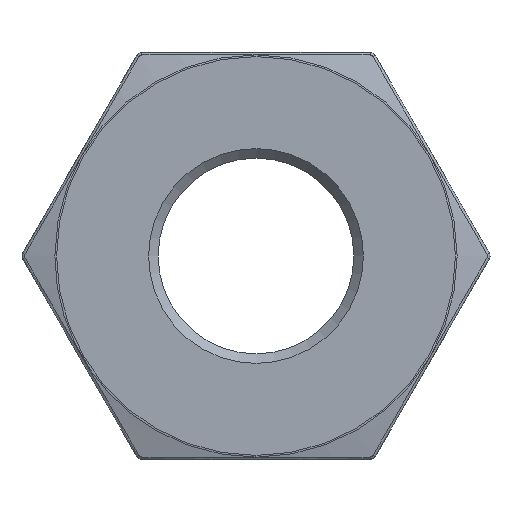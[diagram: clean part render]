
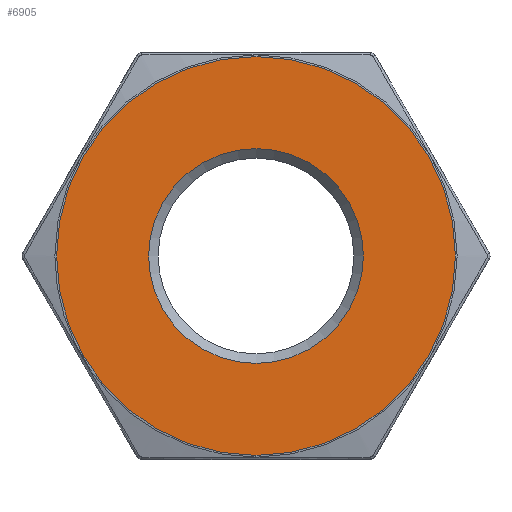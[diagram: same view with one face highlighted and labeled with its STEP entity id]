
A CAD part, left-side view. The second image highlights one B-rep face of the part: STEP entity #6905.
In plain terms, the highlighted planar face has unit normal (-1, 0, 0).
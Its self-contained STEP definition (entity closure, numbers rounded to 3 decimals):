
#828 = FACE_OUTER_BOUND ( 'NONE', #10092, .T. ) ;
#1087 = CARTESIAN_POINT ( 'NONE',  ( 0., 0., 0. ) ) ;
#2254 = DIRECTION ( 'NONE',  ( 1., 0., 0. ) ) ;
#3067 = AXIS2_PLACEMENT_3D ( 'NONE', #14374, #4528, #5720 ) ;
#3241 = ORIENTED_EDGE ( 'NONE', *, *, #12413, .T. ) ;
#3925 = VERTEX_POINT ( 'NONE', #10081 ) ;
#4528 = DIRECTION ( 'NONE',  ( -1., 0., 0. ) ) ;
#5720 = DIRECTION ( 'NONE',  ( 0., 1., 0. ) ) ;
#6905 = ADVANCED_FACE ( 'NONE', ( #828, #15423 ), #7112, .F. ) ;
#7112 = PLANE ( 'NONE',  #11672 ) ;
#7952 = AXIS2_PLACEMENT_3D ( 'NONE', #1087, #10740, #15595 ) ;
#8307 = EDGE_LOOP ( 'NONE', ( #14638 ) ) ;
#10049 = EDGE_CURVE ( 'NONE', #11766, #11766, #14378, .T. ) ;
#10081 = CARTESIAN_POINT ( 'NONE',  ( 0., 30.868, 0. ) ) ;
#10092 = EDGE_LOOP ( 'NONE', ( #3241 ) ) ;
#10481 = DIRECTION ( 'NONE',  ( 0., 1., 0. ) ) ;
#10740 = DIRECTION ( 'NONE',  ( -1., 0., 0. ) ) ;
#11672 = AXIS2_PLACEMENT_3D ( 'NONE', #14246, #2254, #10481 ) ;
#11766 = VERTEX_POINT ( 'NONE', #14161 ) ;
#12413 = EDGE_CURVE ( 'NONE', #3925, #3925, #15058, .T. ) ;
#14161 = CARTESIAN_POINT ( 'NONE',  ( 0., 0., 16.625 ) ) ;
#14246 = CARTESIAN_POINT ( 'NONE',  ( 0., 0., 0. ) ) ;
#14374 = CARTESIAN_POINT ( 'NONE',  ( 0., 0., 0. ) ) ;
#14378 = CIRCLE ( 'NONE', #7952, 16.625 ) ;
#14638 = ORIENTED_EDGE ( 'NONE', *, *, #10049, .F. ) ;
#15058 = CIRCLE ( 'NONE', #3067, 30.868 ) ;
#15423 = FACE_BOUND ( 'NONE', #8307, .T. ) ;
#15595 = DIRECTION ( 'NONE',  ( 0., 0., 1. ) ) ;
